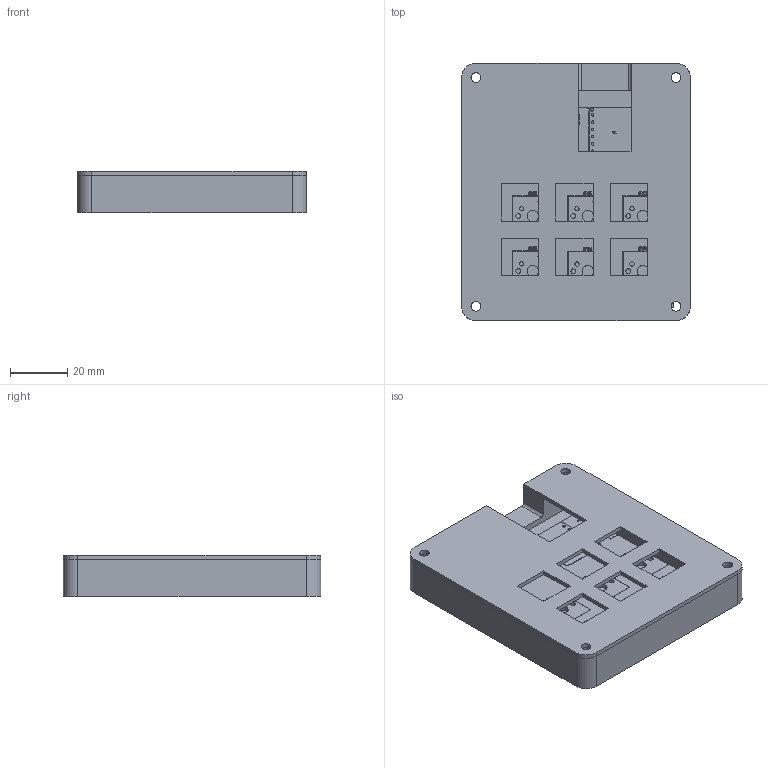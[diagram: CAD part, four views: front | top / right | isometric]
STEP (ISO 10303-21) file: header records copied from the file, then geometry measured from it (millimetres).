
FILE_DESCRIPTION(/* description */ ('KiCad electronic assembly'),/* implementation_level */ '2;1');
FILE_NAME(/* name */ 'Bitsream.step',/* time_stamp */ '2025-06-23T16:52:09+05:30',/* author */ (''),/* organization */ (''),/* preprocessor_version */ 'ST-DEVELOPER v20.1',/* originating_system */ 'Autodesk Translation Framework v14.10.0.0',/* authorisation */ '');
FILE_SCHEMA (('AUTOMOTIVE_DESIGN { 1 0 10303 214 3 1 1 }'));
Length unit declared in the file: millimetre
Products named in the file (6): hackpad 1; hackpad_silkscreen; hackpad_PCB; 2025-06-22-16-42-47-642; 2025-06-21-17-14-29-047; 2025-06-21-17-16-31-927
Assembly tree (5 placements, depth 3):
  hackpad 1
    hackpad_silkscreen
    hackpad_PCB
    2025-06-22-16-42-47-642
    2025-06-21-17-14-29-047
      2025-06-21-17-16-31-927
Bounding box: 80.03 x 90.03 x 14.5 mm (x, y, z)
Volume: 62462.3 mm3; surface area: 42950.4 mm2
Topology: 3 solids, 71 shells, 565 faces, 3528 edges, 3067 vertices
Faces by surface type: plane 277, bspline 222, cylinder 66
Full cylindrical faces by diameter (mm): 0.889 x14, 1.5 x12, 1.7 x12, 3.4 x8, 4 x6, 6 x4
Entity records: 36672 total; most frequent: CARTESIAN_POINT 10945, ORIENTED_EDGE 4911, DIRECTION 4205, EDGE_CURVE 3528, VERTEX_POINT 3067, LINE 2671, VECTOR 2671, AXIS2_PLACEMENT_3D 767
